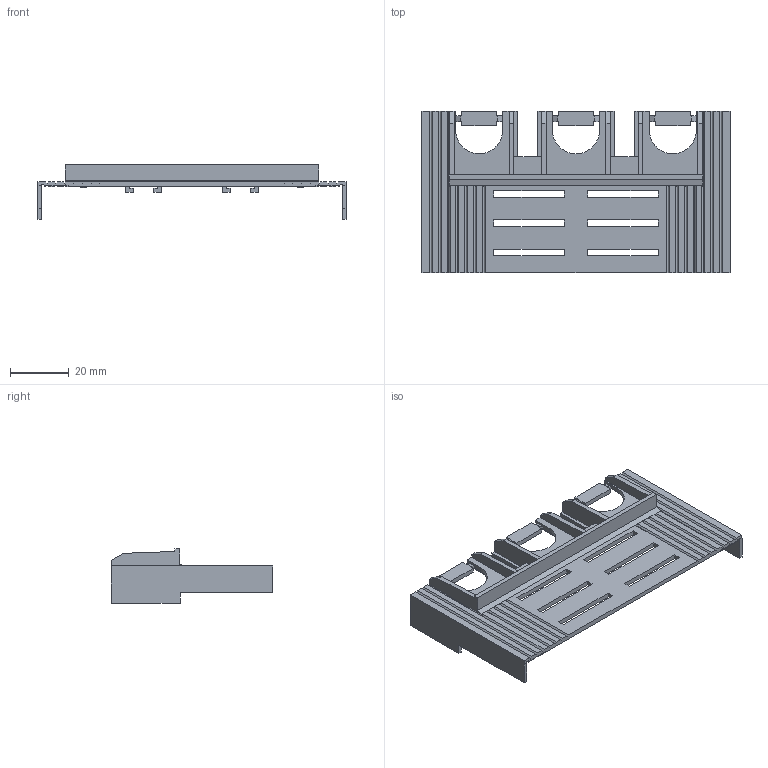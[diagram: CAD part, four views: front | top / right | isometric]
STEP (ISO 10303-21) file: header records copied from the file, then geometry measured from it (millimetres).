
FILE_DESCRIPTION(('CATIA V5 STEP'),'2;1');
FILE_NAME('T8053090_L_Uebergreifschutz-UGS-KETO-00-3_R95_32.stp','2017-09-12T11:26:11+00:00',('none'),('Jean Müller GmbH'),'CATIA Version 5 Release 19 SP 9 (IN-10)','CATIA V5 STEP AP214','none');
FILE_SCHEMA(('AUTOMOTIVE_DESIGN { 1 0 10303 214 1 1 1 1 }'));
Length unit declared in the file: millimetre
Products named in the file (1): 34187_L_Uebergreifschutz UGS KETO-00-3/R95/32
Bounding box: 105 x 55 x 18.5 mm (x, y, z)
Volume: 10322 mm3; surface area: 15830.8 mm2
Topology: 1 solids, 1 shells, 238 faces, 731 edges, 492 vertices
Faces by surface type: plane 235, cylinder 3
Entity records: 7526 total; most frequent: ORIENTED_EDGE 1462, CARTESIAN_POINT 1359, DIRECTION 989, EDGE_CURVE 731, VECTOR 715, LINE 715, VERTEX_POINT 492, EDGE_LOOP 253
